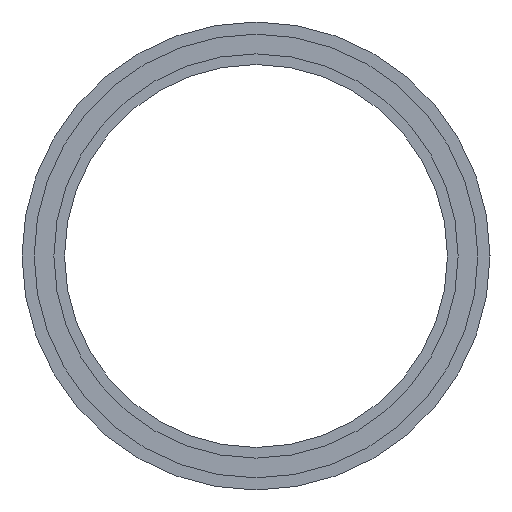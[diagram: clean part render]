
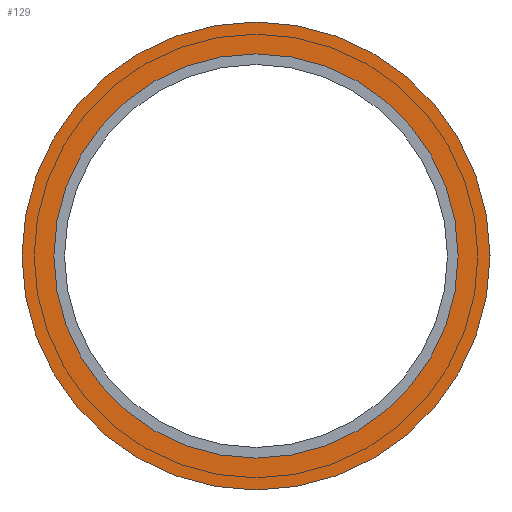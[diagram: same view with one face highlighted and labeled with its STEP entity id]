
A CAD part, left-side view. The second image highlights one B-rep face of the part: STEP entity #129.
In plain terms, the highlighted planar face has unit normal (-1, 0, 0).
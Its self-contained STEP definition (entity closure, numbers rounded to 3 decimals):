
#129 = ADVANCED_FACE( '', ( #294, #295 ), #296, .T. );
#294 = FACE_BOUND( '', #462, .T. );
#295 = FACE_OUTER_BOUND( '', #463, .T. );
#296 = PLANE( '', #464 );
#462 = EDGE_LOOP( '', ( #738 ) );
#463 = EDGE_LOOP( '', ( #739 ) );
#464 = AXIS2_PLACEMENT_3D( '', #740, #741, #742 );
#738 = ORIENTED_EDGE( '', *, *, #803, .T. );
#739 = ORIENTED_EDGE( '', *, *, #802, .F. );
#740 = CARTESIAN_POINT( '', ( 1., 5.5, 0. ) );
#741 = DIRECTION( '', ( -1., 0., 0. ) );
#742 = DIRECTION( '', ( 0., 0., 1. ) );
#802 = EDGE_CURVE( '', #912, #912, #913, .T. );
#803 = EDGE_CURVE( '', #914, #914, #915, .T. );
#912 = VERTEX_POINT( '', #1024 );
#913 = CIRCLE( '', #1025, 5.5 );
#914 = VERTEX_POINT( '', #1026 );
#915 = CIRCLE( '', #1027, 4.75 );
#1024 = CARTESIAN_POINT( '', ( 1., 0., -5.5 ) );
#1025 = AXIS2_PLACEMENT_3D( '', #1190, #1191, #1192 );
#1026 = CARTESIAN_POINT( '', ( 1., 0., -4.75 ) );
#1027 = AXIS2_PLACEMENT_3D( '', #1193, #1194, #1195 );
#1190 = CARTESIAN_POINT( '', ( 1., 0., 0. ) );
#1191 = DIRECTION( '', ( 1., 0., 0. ) );
#1192 = DIRECTION( '', ( 0., 0., -1. ) );
#1193 = CARTESIAN_POINT( '', ( 1., 0., 0. ) );
#1194 = DIRECTION( '', ( 1., 0., 0. ) );
#1195 = DIRECTION( '', ( 0., 0., -1. ) );
